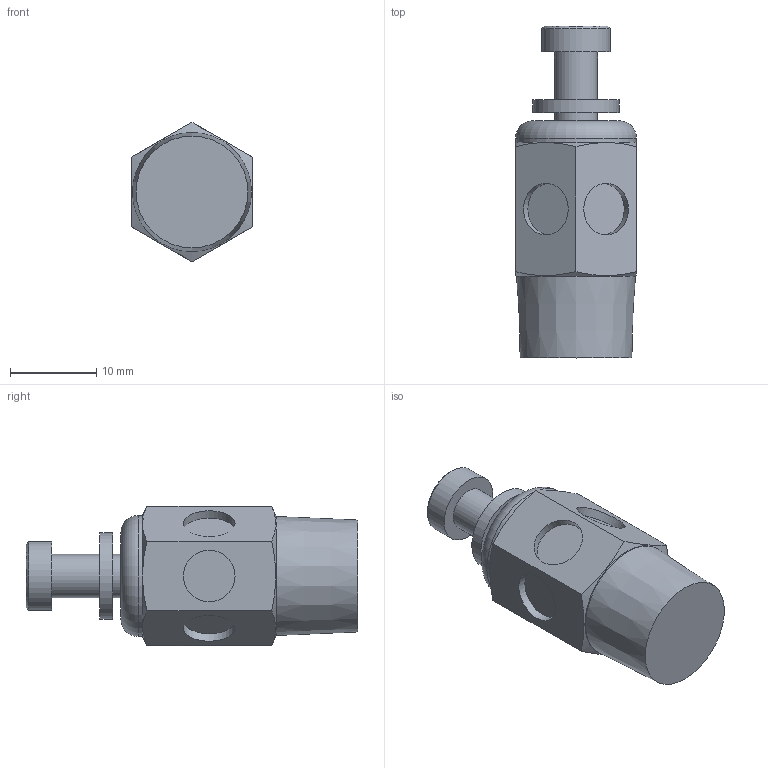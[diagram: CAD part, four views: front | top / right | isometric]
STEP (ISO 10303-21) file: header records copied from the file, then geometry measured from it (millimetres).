
FILE_DESCRIPTION(/* description */ ('Unknown'),/* implementation_level */ '2;1');
FILE_NAME(/* name */ '6.12.14',/* time_stamp */ '2023-12-12T11:54:54-05:00',/* author */ ('Unknown'),/* organization */ ('Unknown'),/* preprocessor_version */ 'ST-DEVELOPER v18.1',/* originating_system */ 'Solid Edge',/* authorisation */ 'Unknown');
FILE_SCHEMA (('AUTOMOTIVE_DESIGN {1 0 10303 214 3 1 1}'));
Length unit declared in the file: millimetre
Products named in the file (1): 6.12.14
Bounding box: 14 x 38.5 x 16.17 mm (x, y, z)
Volume: 4539.5 mm3; surface area: 2042.1 mm2
Topology: 1 solids, 1 shells, 41 faces, 78 edges, 50 vertices
Faces by surface type: plane 19, cylinder 12, cone 9, torus 1
Full cylindrical faces by diameter (mm): 5 x2, 6 x6, 8 x1, 10 x1, 13.8 x1, 14 x1
Entity records: 1247 total; most frequent: CARTESIAN_POINT 204, DIRECTION 156, ORIENTED_EDGE 114, AXIS2_PLACEMENT_3D 75, EDGE_LOOP 68, FACE_BOUND 68, EDGE_CURVE 57, VERTEX_POINT 45
